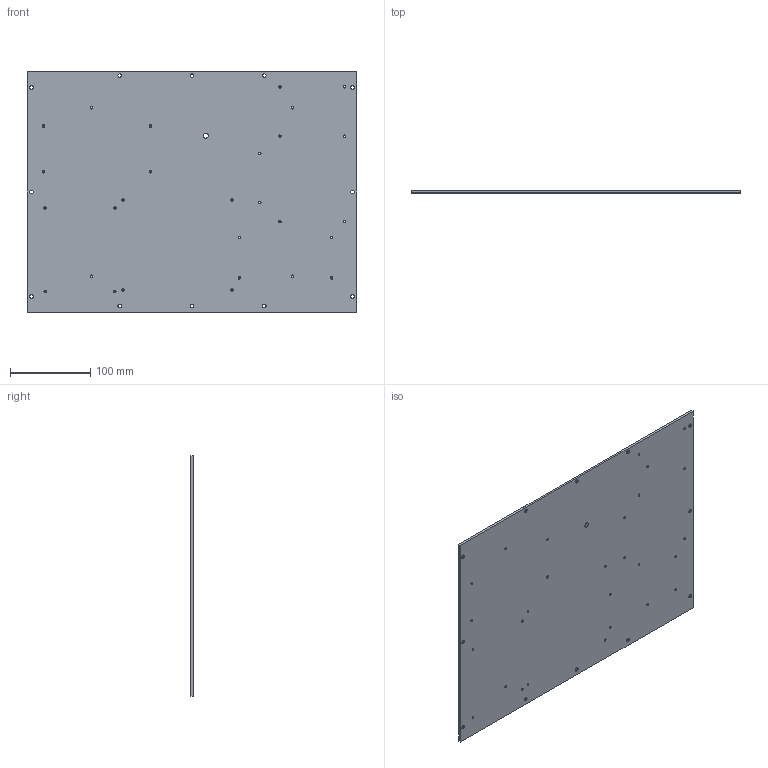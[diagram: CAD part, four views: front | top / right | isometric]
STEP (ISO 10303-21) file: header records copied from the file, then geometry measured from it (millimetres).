
FILE_DESCRIPTION (( 'STEP AP203' ), '1' );
FILE_NAME ('Bottom.STEP', '2019-06-24T06:36:27', ( '' ), ( '' ), 'SwSTEP 2.0', 'SolidWorks 2018', '' );
FILE_SCHEMA (( 'CONFIG_CONTROL_DESIGN' ));
Length unit declared in the file: millimetre
Products named in the file (1): Bottom
Bounding box: 410 x 3 x 300 mm (x, y, z)
Volume: 367185 mm3; surface area: 250595.3 mm2
Topology: 1 solids, 1 shells, 160 faces, 402 edges, 244 vertices
Faces by surface type: cylinder 82, cone 72, plane 6
Entity records: 5067 total; most frequent: DIRECTION 960, CARTESIAN_POINT 807, ORIENTED_EDGE 804, EDGE_CURVE 402, AXIS2_PLACEMENT_3D 397, VERTEX_POINT 244, EDGE_LOOP 242, CIRCLE 236
